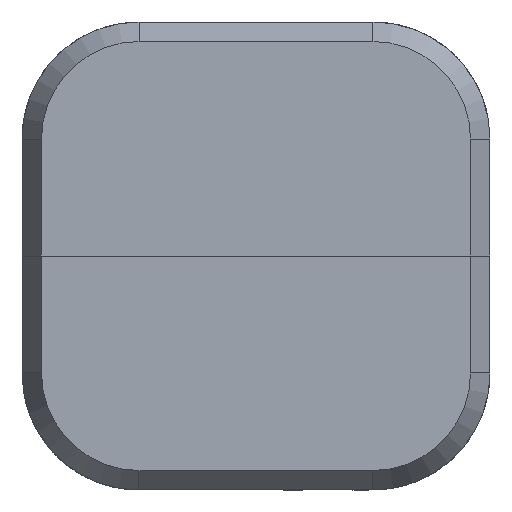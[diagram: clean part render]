
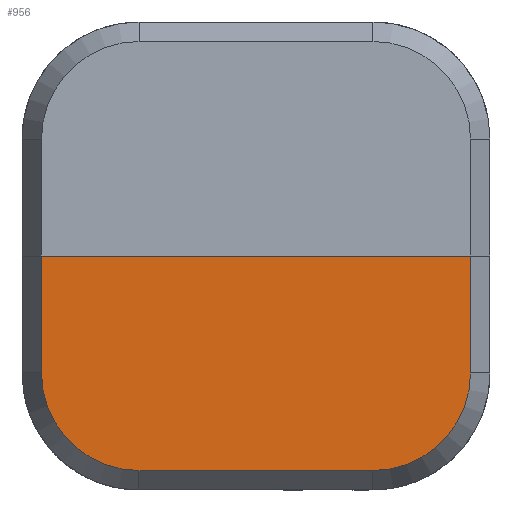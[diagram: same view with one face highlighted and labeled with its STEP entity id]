
A CAD part, front view. The second image highlights one B-rep face of the part: STEP entity #956.
In plain terms, the highlighted planar face has unit normal (0, -1, 0).
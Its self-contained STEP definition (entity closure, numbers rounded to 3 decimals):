
#304 = CARTESIAN_POINT ( 'NONE',  ( -30., 0., 0. ) ) ;
#438 = PLANE ( 'NONE',  #24229 ) ;
#956 = ADVANCED_FACE ( 'NONE', ( #9658 ), #438, .F. ) ;
#1215 = CARTESIAN_POINT ( 'NONE',  ( -55., 0., -30. ) ) ;
#1436 = DIRECTION ( 'NONE',  ( 1., 0., 0. ) ) ;
#1455 = EDGE_CURVE ( 'NONE', #25346, #10211, #19089, .T. ) ;
#2102 = VECTOR ( 'NONE', #23206, 1000. ) ;
#2742 = VERTEX_POINT ( 'NONE', #1215 ) ;
#3293 = ORIENTED_EDGE ( 'NONE', *, *, #18977, .T. ) ;
#3545 = EDGE_CURVE ( 'NONE', #2742, #25346, #12239, .T. ) ;
#4096 = ORIENTED_EDGE ( 'NONE', *, *, #3545, .T. ) ;
#4704 = DIRECTION ( 'NONE',  ( 0., -1., 0. ) ) ;
#5111 = CARTESIAN_POINT ( 'NONE',  ( 55., 0., -30. ) ) ;
#5131 = EDGE_CURVE ( 'NONE', #11626, #17065, #16504, .T. ) ;
#7183 = CARTESIAN_POINT ( 'NONE',  ( 55., 0., 0. ) ) ;
#8445 = DIRECTION ( 'NONE',  ( 0., 0., 1. ) ) ;
#9658 = FACE_OUTER_BOUND ( 'NONE', #20514, .T. ) ;
#9756 = VERTEX_POINT ( 'NONE', #5111 ) ;
#10211 = VERTEX_POINT ( 'NONE', #10960 ) ;
#10593 = AXIS2_PLACEMENT_3D ( 'NONE', #18437, #4704, #10611 ) ;
#10611 = DIRECTION ( 'NONE',  ( 0., 0., 1. ) ) ;
#10709 = ORIENTED_EDGE ( 'NONE', *, *, #1455, .T. ) ;
#10786 = CARTESIAN_POINT ( 'NONE',  ( -55., 0., 0. ) ) ;
#10960 = CARTESIAN_POINT ( 'NONE',  ( 30., 0., -55. ) ) ;
#11626 = VERTEX_POINT ( 'NONE', #7183 ) ;
#12239 = CIRCLE ( 'NONE', #10593, 25. ) ;
#12700 = VECTOR ( 'NONE', #12730, 1000. ) ;
#12730 = DIRECTION ( 'NONE',  ( -1., 0., 0. ) ) ;
#13254 = ORIENTED_EDGE ( 'NONE', *, *, #24617, .T. ) ;
#13542 = DIRECTION ( 'NONE',  ( 0., 0., -1. ) ) ;
#14199 = CARTESIAN_POINT ( 'NONE',  ( 30., 0., -30. ) ) ;
#15442 = ORIENTED_EDGE ( 'NONE', *, *, #19096, .T. ) ;
#15794 = CIRCLE ( 'NONE', #20352, 25. ) ;
#16504 = LINE ( 'NONE', #304, #12700 ) ;
#16666 = CARTESIAN_POINT ( 'NONE',  ( -30., 0., -55. ) ) ;
#17065 = VERTEX_POINT ( 'NONE', #10786 ) ;
#17508 = CARTESIAN_POINT ( 'NONE',  ( -30., 0., -55. ) ) ;
#18225 = CARTESIAN_POINT ( 'NONE',  ( -30., 0., 30. ) ) ;
#18437 = CARTESIAN_POINT ( 'NONE',  ( -30., 0., -30. ) ) ;
#18570 = CARTESIAN_POINT ( 'NONE',  ( 55., 0., 30. ) ) ;
#18656 = DIRECTION ( 'NONE',  ( 0., 0., 1. ) ) ;
#18977 = EDGE_CURVE ( 'NONE', #17065, #2742, #22053, .T. ) ;
#19089 = LINE ( 'NONE', #17508, #21845 ) ;
#19096 = EDGE_CURVE ( 'NONE', #10211, #9756, #15794, .T. ) ;
#19142 = VECTOR ( 'NONE', #13542, 1000. ) ;
#20352 = AXIS2_PLACEMENT_3D ( 'NONE', #14199, #22186, #18656 ) ;
#20514 = EDGE_LOOP ( 'NONE', ( #13254, #24491, #3293, #4096, #10709, #15442 ) ) ;
#21845 = VECTOR ( 'NONE', #1436, 1000. ) ;
#22053 = LINE ( 'NONE', #23505, #19142 ) ;
#22186 = DIRECTION ( 'NONE',  ( 0., -1., 0. ) ) ;
#23206 = DIRECTION ( 'NONE',  ( 0., 0., 1. ) ) ;
#23505 = CARTESIAN_POINT ( 'NONE',  ( -55., 0., 30. ) ) ;
#24229 = AXIS2_PLACEMENT_3D ( 'NONE', #18225, #25448, #8445 ) ;
#24491 = ORIENTED_EDGE ( 'NONE', *, *, #5131, .T. ) ;
#24617 = EDGE_CURVE ( 'NONE', #9756, #11626, #25044, .T. ) ;
#25044 = LINE ( 'NONE', #18570, #2102 ) ;
#25346 = VERTEX_POINT ( 'NONE', #16666 ) ;
#25448 = DIRECTION ( 'NONE',  ( 0., 1., 0. ) ) ;
